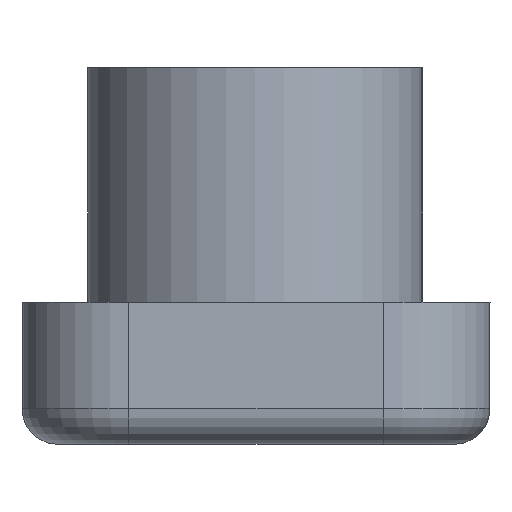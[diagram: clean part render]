
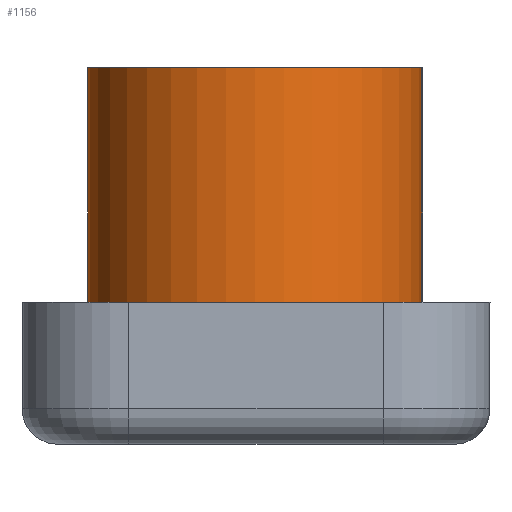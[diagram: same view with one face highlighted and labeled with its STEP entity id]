
A CAD part, left-side view. The second image highlights one B-rep face of the part: STEP entity #1156.
In plain terms, the highlighted cylindrical face has radius 2.35 mm (diameter 4.7 mm), a full revolution.
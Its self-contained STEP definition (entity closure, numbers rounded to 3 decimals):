
#93=FACE_OUTER_BOUND('',#167,.T.);
#167=EDGE_LOOP('',(#856,#857,#858,#859));
#274=LINE('',#1913,#372);
#372=VECTOR('',#1521,2.35);
#464=CIRCLE('',#1279,2.35);
#465=CIRCLE('',#1280,2.35);
#562=VERTEX_POINT('',#1910);
#563=VERTEX_POINT('',#1912);
#680=EDGE_CURVE('',#562,#562,#464,.T.);
#681=EDGE_CURVE('',#562,#563,#274,.T.);
#682=EDGE_CURVE('',#563,#563,#465,.T.);
#856=ORIENTED_EDGE('',*,*,#680,.T.);
#857=ORIENTED_EDGE('',*,*,#681,.T.);
#858=ORIENTED_EDGE('',*,*,#682,.F.);
#859=ORIENTED_EDGE('',*,*,#681,.F.);
#1121=CYLINDRICAL_SURFACE('',#1278,2.35);
#1156=ADVANCED_FACE('',(#93),#1121,.T.);
#1278=AXIS2_PLACEMENT_3D('',#1909,#1517,#1518);
#1279=AXIS2_PLACEMENT_3D('',#1911,#1519,#1520);
#1280=AXIS2_PLACEMENT_3D('',#1914,#1522,#1523);
#1517=DIRECTION('center_axis',(0.,0.,-1.));
#1518=DIRECTION('ref_axis',(-1.,0.,0.));
#1519=DIRECTION('center_axis',(0.,0.,
1.));
#1520=DIRECTION('ref_axis',(-1.,0.,0.));
#1521=DIRECTION('',(0.,0.,1.));
#1522=DIRECTION('center_axis',(0.,0.,
1.));
#1523=DIRECTION('ref_axis',(-1.,0.,0.));
#1909=CARTESIAN_POINT('Origin',(114.198,124.708,91.066));
#1910=CARTESIAN_POINT('',(116.548,124.708,91.066));
#1911=CARTESIAN_POINT('Origin',(114.198,124.708,91.066));
#1912=CARTESIAN_POINT('',(116.548,124.708,94.366));
#1913=CARTESIAN_POINT('',(116.548,124.708,91.066));
#1914=CARTESIAN_POINT('Origin',(114.198,124.708,94.366));
